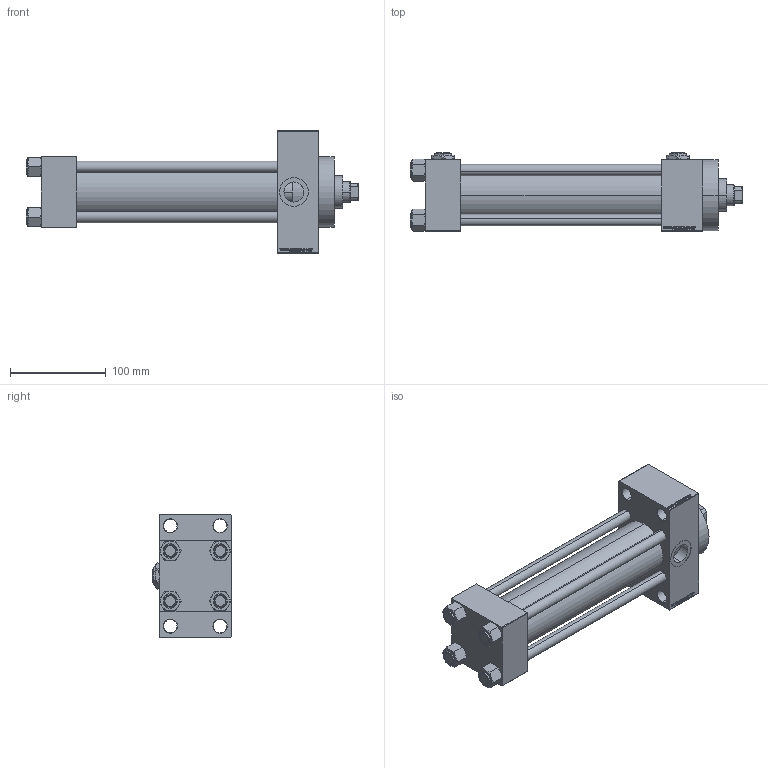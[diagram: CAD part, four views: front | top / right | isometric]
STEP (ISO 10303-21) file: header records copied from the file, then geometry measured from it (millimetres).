
FILE_DESCRIPTION (( 'STEP AP203' ), '1' );
FILE_NAME ('c36a.STEP', '2022-04-15T22:25:52', ( '' ), ( '' ), 'SwSTEP 2.0', 'SolidWorks 2019', '' );
FILE_SCHEMA (( 'CONFIG_CONTROL_DESIGN' ));
Length unit declared in the file: millimetre
Products named in the file (7): V215CR_D_TYCINKA e4de90299494cf26c7abc94a21ea2445; c36a; V215CR_D_Body e4de90299494cf26c7abc94a21ea2445; NUT_M5_D e4de90299494cf26c7abc94a21ea2445; Zatka_pro_OIL_PORT e4de90299494cf26c7abc94a21ea2445; V215CR_VCP_D e4de90299494cf26c7abc94a21ea2445; V215_VC_A e4de90299494cf26c7abc94a21ea2445
Assembly tree (13 placements, depth 2):
  c36a
    V215CR_D_Body e4de90299494cf26c7abc94a21ea2445
    V215CR_VCP_D e4de90299494cf26c7abc94a21ea2445
    NUT_M5_D e4de90299494cf26c7abc94a21ea2445  x4
    V215CR_D_TYCINKA e4de90299494cf26c7abc94a21ea2445  x4
    V215_VC_A e4de90299494cf26c7abc94a21ea2445
    Zatka_pro_OIL_PORT e4de90299494cf26c7abc94a21ea2445  x2
Bounding box: 347 x 82.27 x 128 mm (x, y, z)
Volume: 1004876.7 mm3; surface area: 253045.4 mm2
Topology: 13 solids, 13 shells, 1212 faces, 3004 edges, 1936 vertices
Faces by surface type: plane 547, bspline 368, cone 186, cylinder 103, torus 8
Entity records: 49529 total; most frequent: CARTESIAN_POINT 25767, ORIENTED_EDGE 5308, DIRECTION 3492, EDGE_CURVE 2654, VERTEX_POINT 1734, VECTOR 1558, LINE 1558, EDGE_LOOP 1190
